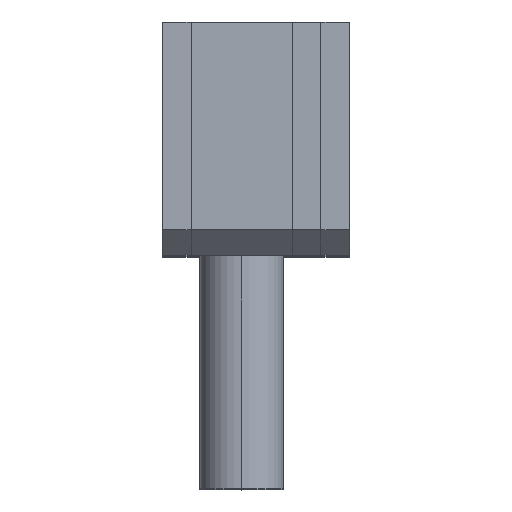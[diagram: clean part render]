
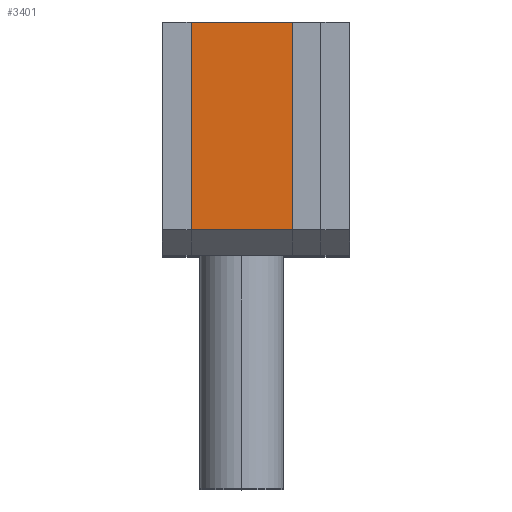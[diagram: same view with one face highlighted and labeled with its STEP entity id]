
A CAD part, top view. The second image highlights one B-rep face of the part: STEP entity #3401.
In plain terms, the highlighted planar face has unit normal (0, 0, 1).
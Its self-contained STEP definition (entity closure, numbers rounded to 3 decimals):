
#11 = VERTEX_POINT ( 'NONE', #557 ) ;
#140 = VERTEX_POINT ( 'NONE', #314 ) ;
#164 = ORIENTED_EDGE ( 'NONE', *, *, #185, .F. ) ;
#185 = EDGE_CURVE ( 'NONE', #140, #224, #699, .T. ) ;
#209 = ORIENTED_EDGE ( 'NONE', *, *, #3767, .T. ) ;
#224 = VERTEX_POINT ( 'NONE', #3968 ) ;
#314 = CARTESIAN_POINT ( 'NONE',  ( 2.6, -4.2, 30. ) ) ;
#371 = CARTESIAN_POINT ( 'NONE',  ( 2.6, 0., 30. ) ) ;
#557 = CARTESIAN_POINT ( 'NONE',  ( -2.6, 6.5, 30. ) ) ;
#619 = DIRECTION ( 'NONE',  ( -1., 0., 0. ) ) ;
#654 = CARTESIAN_POINT ( 'NONE',  ( 2.6, -4.2, 30. ) ) ;
#699 = LINE ( 'NONE', #654, #801 ) ;
#801 = VECTOR ( 'NONE', #619, 1000. ) ;
#935 = EDGE_LOOP ( 'NONE', ( #2401, #164, #2153, #209 ) ) ;
#1295 = FACE_OUTER_BOUND ( 'NONE', #935, .T. ) ;
#1329 = PLANE ( 'NONE',  #4175 ) ;
#1498 = VECTOR ( 'NONE', #1696, 1000. ) ;
#1591 = EDGE_CURVE ( 'NONE', #11, #224, #2343, .T. ) ;
#1696 = DIRECTION ( 'NONE',  ( 0., -1., 0. ) ) ;
#2014 = CARTESIAN_POINT ( 'NONE',  ( 2.6, 0., 30. ) ) ;
#2153 = ORIENTED_EDGE ( 'NONE', *, *, #2796, .F. ) ;
#2343 = LINE ( 'NONE', #3984, #1498 ) ;
#2401 = ORIENTED_EDGE ( 'NONE', *, *, #1591, .T. ) ;
#2572 = CARTESIAN_POINT ( 'NONE',  ( 2.6, 6.5, 30. ) ) ;
#2646 = VERTEX_POINT ( 'NONE', #2572 ) ;
#2796 = EDGE_CURVE ( 'NONE', #2646, #140, #3652, .T. ) ;
#3045 = DIRECTION ( 'NONE',  ( -1., 0., 0. ) ) ;
#3160 = VECTOR ( 'NONE', #3045, 1000. ) ;
#3332 = DIRECTION ( 'NONE',  ( -1., 0., 0. ) ) ;
#3401 = ADVANCED_FACE ( 'NONE', ( #1295 ), #1329, .F. ) ;
#3428 = VECTOR ( 'NONE', #4034, 1000. ) ;
#3614 = DIRECTION ( 'NONE',  ( 0., 0., -1. ) ) ;
#3652 = LINE ( 'NONE', #371, #3428 ) ;
#3671 = CARTESIAN_POINT ( 'NONE',  ( 2.6, 6.5, 30. ) ) ;
#3767 = EDGE_CURVE ( 'NONE', #2646, #11, #3989, .T. ) ;
#3968 = CARTESIAN_POINT ( 'NONE',  ( -2.6, -4.2, 30. ) ) ;
#3984 = CARTESIAN_POINT ( 'NONE',  ( -2.6, 0., 30. ) ) ;
#3989 = LINE ( 'NONE', #3671, #3160 ) ;
#4034 = DIRECTION ( 'NONE',  ( 0., -1., 0. ) ) ;
#4175 = AXIS2_PLACEMENT_3D ( 'NONE', #2014, #3614, #3332 ) ;
